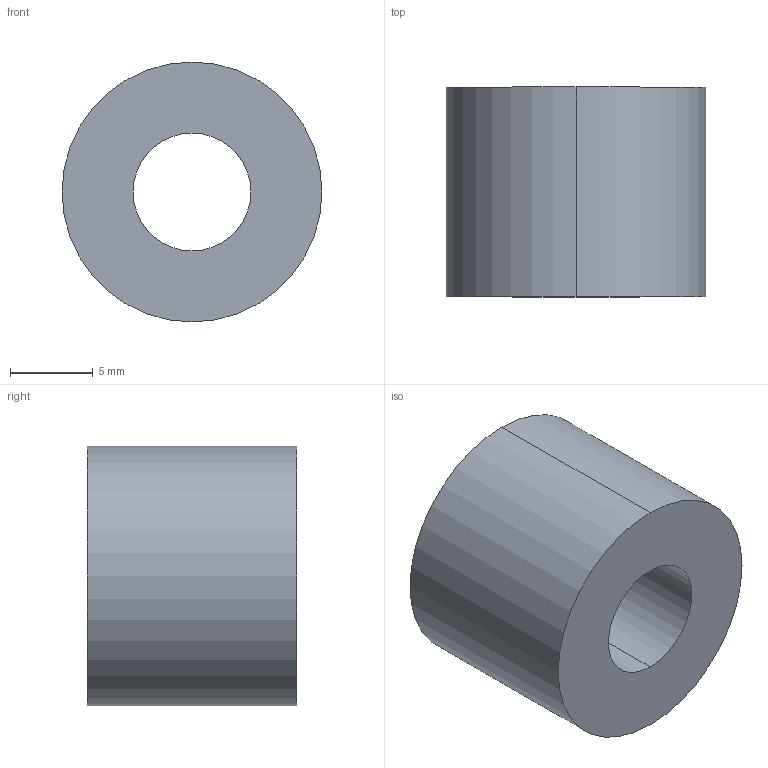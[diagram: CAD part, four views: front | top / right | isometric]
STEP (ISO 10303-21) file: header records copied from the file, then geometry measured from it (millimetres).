
FILE_DESCRIPTION((''),'2;1');
FILE_NAME('ILC66056202','2005-06-28T',('KR'),(''),'PRO/ENGINEER BY PARAMETRIC TECHNOLOGY CORPORATION, 2004290','PRO/ENGINEER BY PARAMETRIC TECHNOLOGY CORPORATION, 2004290','');
FILE_SCHEMA(('AUTOMOTIVE_DESIGN_CC2 { 1 2 10303 214 -1 1 5 2 }'));
Length unit declared in the file: inch
Products named in the file (1): ILC66056202
Bounding box: 15.75 x 12.7 x 15.75 mm (x, y, z)
Volume: 1655 mm3; surface area: 1293.8 mm2
Topology: 1 solids, 1 shells, 9 faces, 18 edges, 12 vertices
Faces by surface type: cylinder 6, plane 3
Entity records: 369 total; most frequent: COLOUR_RGB 105, DIRECTION 48, CARTESIAN_POINT 39, ORIENTED_EDGE 36, AXIS2_PLACEMENT_3D 21, EDGE_CURVE 18, VERTEX_POINT 12, EDGE_LOOP 12
